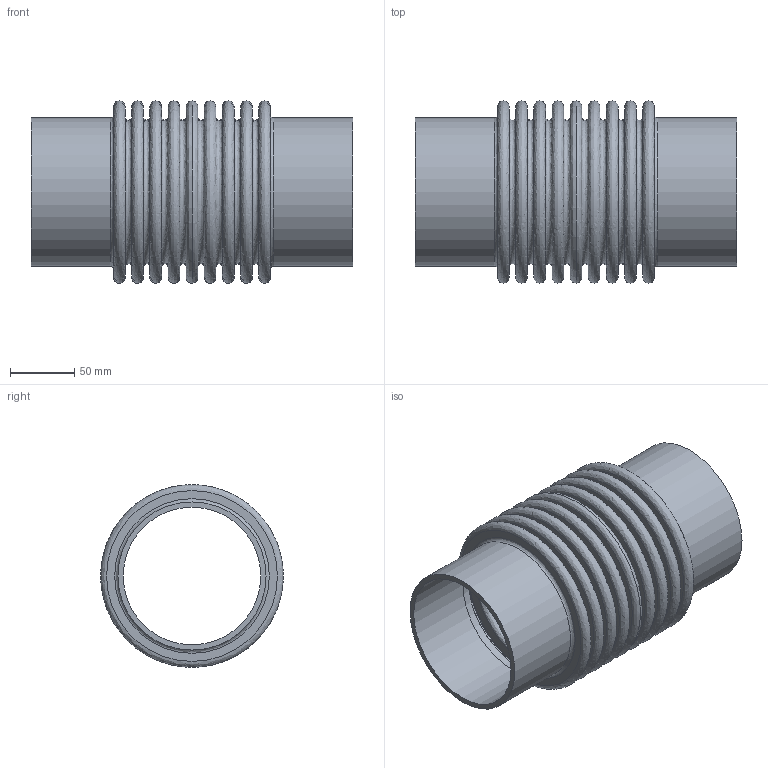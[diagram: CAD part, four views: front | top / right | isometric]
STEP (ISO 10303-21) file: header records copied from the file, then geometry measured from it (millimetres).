
FILE_DESCRIPTION(('HOOPS Exchange Step'),'2;1');
FILE_NAME('KP0502_DN100.stp','2025-11-03T14:10:02+01:00',('nieru'),('Unknown organisation'),'HOOPS Exchange 2024.2','HOOPS Exchange','Unknown authorisation');
FILE_SCHEMA( ('AP203_CONFIGURATION_CONTROLLED_3D_DESIGN_OF_MECHANICAL_PARTS_AND_ASSEMBLIES_MIM_LF') );
Length unit declared in the file: millimetre
Products named in the file (2): 0; root
Assembly tree (1 placements, depth 2):
  root
    0
Bounding box: 250 x 142 x 142 mm (x, y, z)
Surface area: 358127 mm2 (no closed solid volume)
Topology: 0 solids, 2 shells, 88 faces, 238 edges, 188 vertices
Faces by surface type: bspline 38, plane 38, cylinder 8, cone 4
Full cylindrical faces by diameter (mm): 107.1 x2, 109.967 x2, 115.207 x2, 120.283 x2
Entity records: 4129 total; most frequent: CARTESIAN_POINT 1838, DIRECTION 494, ORIENTED_EDGE 480, AXIS2_PLACEMENT_3D 241, EDGE_CURVE 240, VERTEX_POINT 188, CIRCLE 188, EDGE_LOOP 128
